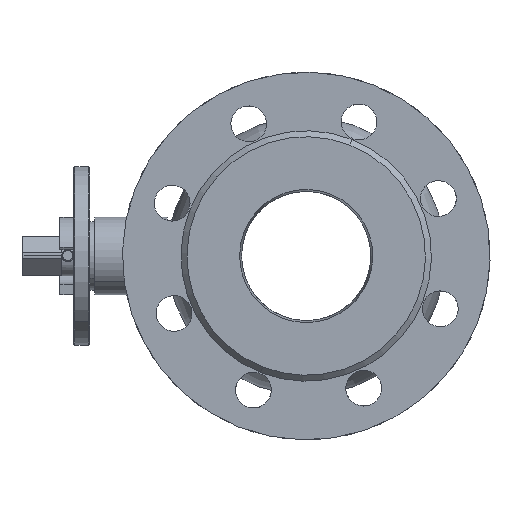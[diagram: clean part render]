
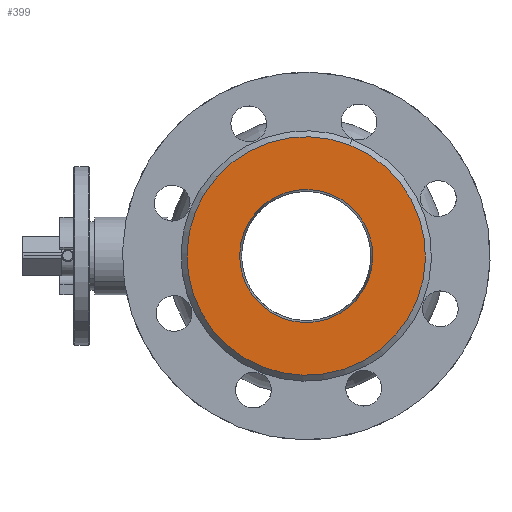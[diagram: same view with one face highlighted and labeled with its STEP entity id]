
A CAD part, left-side view. The second image highlights one B-rep face of the part: STEP entity #399.
In plain terms, the highlighted face is planar.
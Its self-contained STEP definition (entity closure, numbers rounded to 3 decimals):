
#199 = CARTESIAN_POINT ( 'NONE',  ( 33.5, 0., 22. ) ) ;
#399 = ADVANCED_FACE ( 'NONE', ( #2238, #5116 ), #3201, .T. ) ;
#468 = EDGE_CURVE ( 'NONE', #3899, #3336, #2010, .T. ) ;
#585 = AXIS2_PLACEMENT_3D ( 'NONE', #5175, #1308, #1723 ) ;
#897 = DIRECTION ( 'NONE',  ( 1., 0., 0. ) ) ;
#931 = DIRECTION ( 'NONE',  ( 0., 0., 1. ) ) ;
#1230 = AXIS2_PLACEMENT_3D ( 'NONE', #4895, #2530, #3512 ) ;
#1308 = DIRECTION ( 'NONE',  ( 0., 0., 1. ) ) ;
#1433 = EDGE_CURVE ( 'NONE', #4431, #4365, #4082, .T. ) ;
#1723 = DIRECTION ( 'NONE',  ( 1., 0., 0. ) ) ;
#1818 = DIRECTION ( 'NONE',  ( 1., 0., 0. ) ) ;
#2010 = CIRCLE ( 'NONE', #5814, 33.5 ) ;
#2103 = CARTESIAN_POINT ( 'NONE',  ( -60., 0., 22. ) ) ;
#2122 = CARTESIAN_POINT ( 'NONE',  ( -33.5, 0., 22. ) ) ;
#2238 = FACE_OUTER_BOUND ( 'NONE', #5754, .T. ) ;
#2439 = ORIENTED_EDGE ( 'NONE', *, *, #468, .F. ) ;
#2530 = DIRECTION ( 'NONE',  ( 0., 0., 1. ) ) ;
#2543 = CIRCLE ( 'NONE', #6348, 60. ) ;
#2812 = DIRECTION ( 'NONE',  ( 0., 0., 1. ) ) ;
#2821 = EDGE_CURVE ( 'NONE', #3336, #3899, #5645, .T. ) ;
#3125 = CARTESIAN_POINT ( 'NONE',  ( 0., 0., 22. ) ) ;
#3201 = PLANE ( 'NONE',  #585 ) ;
#3336 = VERTEX_POINT ( 'NONE', #199 ) ;
#3355 = AXIS2_PLACEMENT_3D ( 'NONE', #5931, #931, #897 ) ;
#3402 = EDGE_LOOP ( 'NONE', ( #4973, #2439 ) ) ;
#3419 = EDGE_CURVE ( 'NONE', #4365, #4431, #2543, .T. ) ;
#3512 = DIRECTION ( 'NONE',  ( 1., 0., 0. ) ) ;
#3899 = VERTEX_POINT ( 'NONE', #2122 ) ;
#3922 = ORIENTED_EDGE ( 'NONE', *, *, #3419, .T. ) ;
#4082 = CIRCLE ( 'NONE', #3355, 60. ) ;
#4365 = VERTEX_POINT ( 'NONE', #4470 ) ;
#4431 = VERTEX_POINT ( 'NONE', #2103 ) ;
#4470 = CARTESIAN_POINT ( 'NONE',  ( 60., 0., 22. ) ) ;
#4895 = CARTESIAN_POINT ( 'NONE',  ( 0., 0., 22. ) ) ;
#4973 = ORIENTED_EDGE ( 'NONE', *, *, #2821, .F. ) ;
#5116 = FACE_BOUND ( 'NONE', #3402, .T. ) ;
#5175 = CARTESIAN_POINT ( 'NONE',  ( 0., 0., 22. ) ) ;
#5359 = ORIENTED_EDGE ( 'NONE', *, *, #1433, .T. ) ;
#5522 = DIRECTION ( 'NONE',  ( 1., 0., 0. ) ) ;
#5645 = CIRCLE ( 'NONE', #1230, 33.5 ) ;
#5754 = EDGE_LOOP ( 'NONE', ( #5359, #3922 ) ) ;
#5785 = CARTESIAN_POINT ( 'NONE',  ( 0., 0., 22. ) ) ;
#5814 = AXIS2_PLACEMENT_3D ( 'NONE', #5785, #2812, #1818 ) ;
#5931 = CARTESIAN_POINT ( 'NONE',  ( 0., 0., 22. ) ) ;
#5977 = DIRECTION ( 'NONE',  ( 0., 0., 1. ) ) ;
#6348 = AXIS2_PLACEMENT_3D ( 'NONE', #3125, #5977, #5522 ) ;
